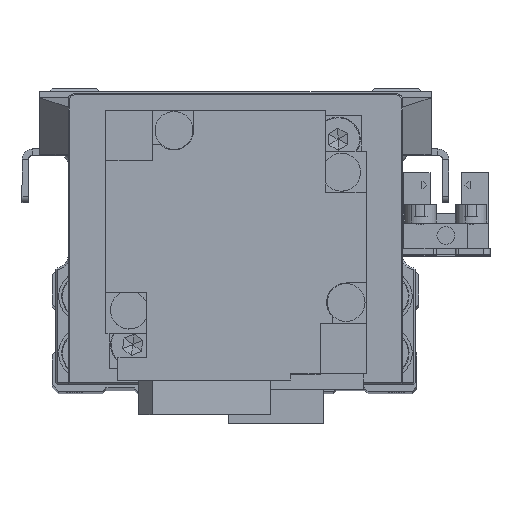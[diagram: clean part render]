
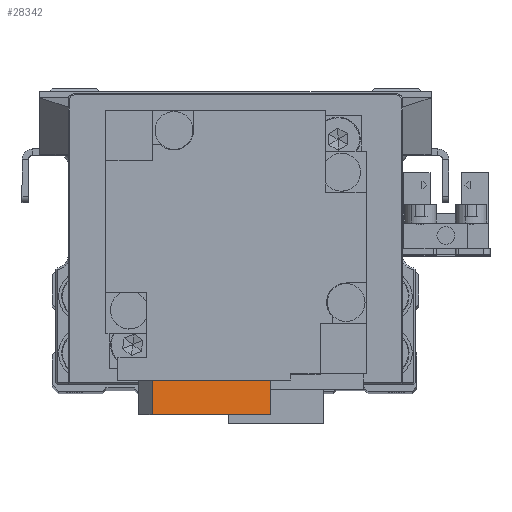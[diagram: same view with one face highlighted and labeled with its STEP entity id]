
A CAD part, top view. The second image highlights one B-rep face of the part: STEP entity #28342.
In plain terms, the highlighted face is planar.
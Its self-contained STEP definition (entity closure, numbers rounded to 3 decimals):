
#957 = LINE ( 'NONE', #12525, #25893 ) ;
#2518 = EDGE_LOOP ( 'NONE', ( #35929, #35235, #34155, #28114 ) ) ;
#3047 = EDGE_CURVE ( 'NONE', #23457, #18055, #4158, .T. ) ;
#4158 = LINE ( 'NONE', #15726, #23364 ) ;
#4458 = DIRECTION ( 'NONE',  ( 0.988, 0., -0.156 ) ) ;
#4695 = VERTEX_POINT ( 'NONE', #14057 ) ;
#6474 = EDGE_CURVE ( 'NONE', #18055, #11134, #14196, .T. ) ;
#6508 = AXIS2_PLACEMENT_3D ( 'NONE', #9289, #20867, #32453 ) ;
#9289 = CARTESIAN_POINT ( 'NONE',  ( 3.8, -24.75, -77.61 ) ) ;
#11048 = CARTESIAN_POINT ( 'NONE',  ( 13.183, -27.5, -79.096 ) ) ;
#11134 = VERTEX_POINT ( 'NONE', #19462 ) ;
#12279 = CARTESIAN_POINT ( 'NONE',  ( -5.583, -27.5, -76.124 ) ) ;
#12525 = CARTESIAN_POINT ( 'NONE',  ( -5.583, -24.75, -76.124 ) ) ;
#14057 = CARTESIAN_POINT ( 'NONE',  ( -5.583, -22., -76.124 ) ) ;
#14196 = LINE ( 'NONE', #25769, #37279 ) ;
#15162 = VECTOR ( 'NONE', #4458, 1000. ) ;
#15726 = CARTESIAN_POINT ( 'NONE',  ( 3.8, -27.5, -77.61 ) ) ;
#18055 = VERTEX_POINT ( 'NONE', #11048 ) ;
#18874 = LINE ( 'NONE', #30450, #15162 ) ;
#19462 = CARTESIAN_POINT ( 'NONE',  ( 13.183, -22., -79.096 ) ) ;
#20867 = DIRECTION ( 'NONE',  ( 0.156, 0., 0.988 ) ) ;
#23364 = VECTOR ( 'NONE', #27301, 1000. ) ;
#23457 = VERTEX_POINT ( 'NONE', #12279 ) ;
#23716 = FACE_OUTER_BOUND ( 'NONE', #2518, .T. ) ;
#24092 = DIRECTION ( 'NONE',  ( 0., -1., 0. ) ) ;
#25769 = CARTESIAN_POINT ( 'NONE',  ( 13.183, -24.75, -79.096 ) ) ;
#25893 = VECTOR ( 'NONE', #24092, 1000. ) ;
#27301 = DIRECTION ( 'NONE',  ( 0.988, 0., -0.156 ) ) ;
#28114 = ORIENTED_EDGE ( 'NONE', *, *, #34550, .T. ) ;
#28342 = ADVANCED_FACE ( 'NONE', ( #23716 ), #35291, .F. ) ;
#28386 = EDGE_CURVE ( 'NONE', #4695, #23457, #957, .T. ) ;
#30450 = CARTESIAN_POINT ( 'NONE',  ( -5.583, -22., -76.124 ) ) ;
#32453 = DIRECTION ( 'NONE',  ( 0.988, 0., -0.156 ) ) ;
#34155 = ORIENTED_EDGE ( 'NONE', *, *, #28386, .F. ) ;
#34550 = EDGE_CURVE ( 'NONE', #4695, #11134, #18874, .T. ) ;
#35235 = ORIENTED_EDGE ( 'NONE', *, *, #3047, .F. ) ;
#35291 = PLANE ( 'NONE',  #6508 ) ;
#35929 = ORIENTED_EDGE ( 'NONE', *, *, #6474, .F. ) ;
#37279 = VECTOR ( 'NONE', #37347, 1000. ) ;
#37347 = DIRECTION ( 'NONE',  ( 0., 1., 0. ) ) ;
